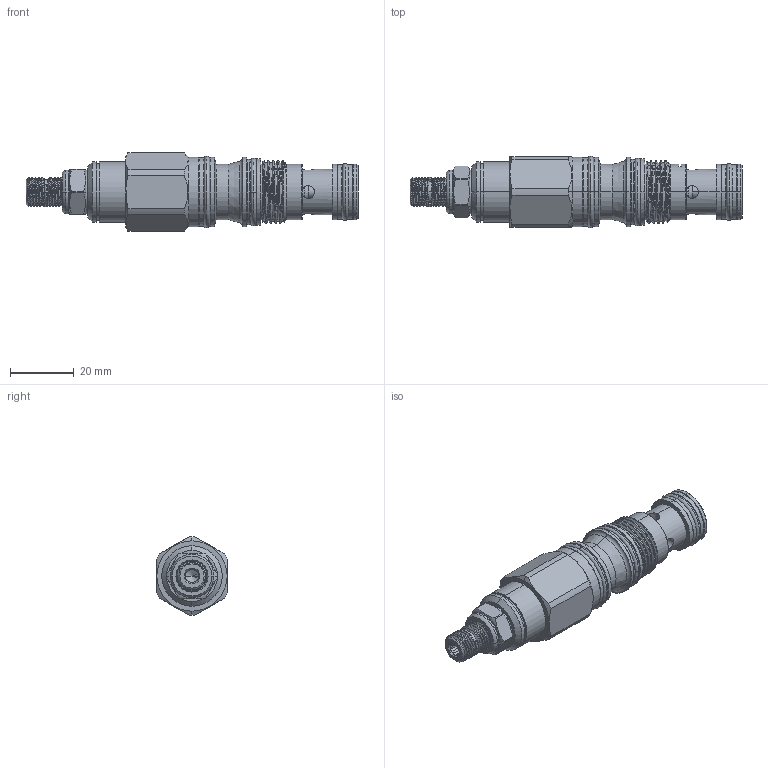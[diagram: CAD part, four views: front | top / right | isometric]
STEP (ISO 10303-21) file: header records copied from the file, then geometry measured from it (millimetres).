
FILE_DESCRIPTION (( 'STEP AP203' ), '1' );
FILE_NAME ('PF11A3J-L.STEP', '2022-06-17T02:38:00', ( '' ), ( '' ), 'SwSTEP 2.0', 'SolidWorks 2018', '' );
FILE_SCHEMA (( 'CONFIG_CONTROL_DESIGN' ));
Length unit declared in the file: millimetre
Products named in the file (1): PF11A3J-L
Bounding box: 104.47 x 22.56 x 24.6 mm (x, y, z)
Volume: 26734.9 mm3; surface area: 10875.1 mm2
Topology: 9 solids, 10 shells, 315 faces, 786 edges, 493 vertices
Faces by surface type: cylinder 144, plane 64, cone 53, torus 43, bspline 11
Entity records: 18312 total; most frequent: CARTESIAN_POINT 10962, ORIENTED_EDGE 1568, DIRECTION 1522, EDGE_CURVE 784, AXIS2_PLACEMENT_3D 643, VERTEX_POINT 493, EDGE_LOOP 347, CIRCLE 338
